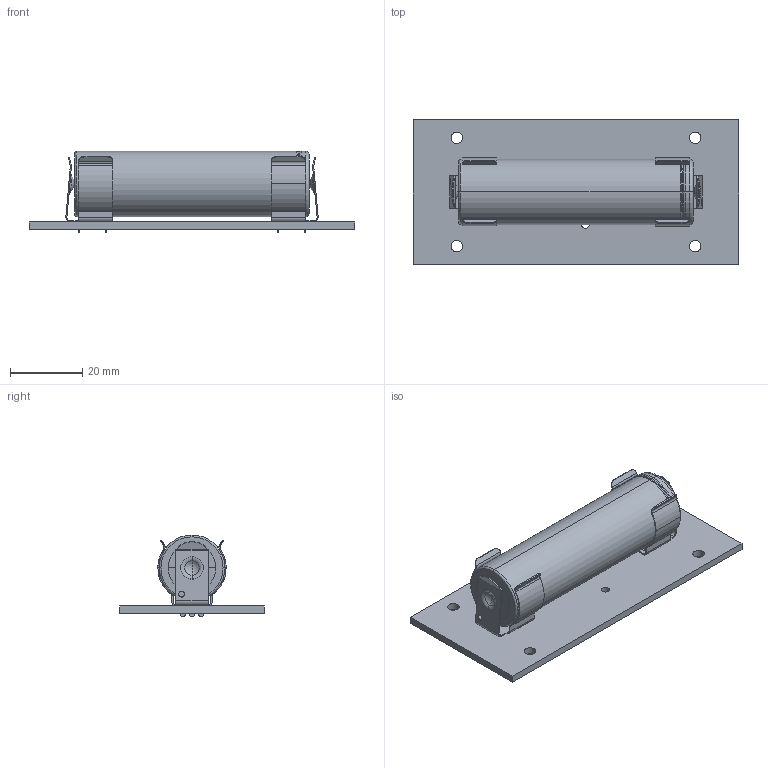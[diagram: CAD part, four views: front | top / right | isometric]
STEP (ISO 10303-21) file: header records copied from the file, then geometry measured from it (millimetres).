
FILE_DESCRIPTION(('Open CASCADE Model'),'2;1');
FILE_NAME('Open CASCADE Shape Model','2018-10-25T20:20:22',('Author'),( 'Open CASCADE'),'Open CASCADE STEP processor 6.8','Open CASCADE 6.8' ,'Unknown');
FILE_SCHEMA(('AUTOMOTIVE_DESIGN { 1 0 10303 214 1 1 1 1 }'));
Length unit declared in the file: millimetre
Products named in the file (6): PCB; Board; B1; KEYELCO_54; Free-Models; User_Library-Akumulator_18650
Assembly tree (6 placements, depth 3):
  PCB
    Board
    B1
      KEYELCO_54  x2
    Free-Models
      User_Library-Akumulator_18650
Bounding box: 90 x 40 x 22.69 mm (x, y, z)
Volume: 24434.3 mm3; surface area: 14838.7 mm2
Topology: 4 solids, 4 shells, 287 faces, 761 edges, 481 vertices
Faces by surface type: cylinder 129, plane 110, torus 24, sphere 10, cone 8, bspline 6
Full cylindrical faces by diameter (mm): 2 x6, 2.2 x1, 3.2 x4
Entity records: 6282 total; most frequent: CARTESIAN_POINT 1272, DIRECTION 1040, ORIENTED_EDGE 962, EDGE_CURVE 481, AXIS2_PLACEMENT_3D 403, VERTEX_POINT 303, LINE 234, VECTOR 234
